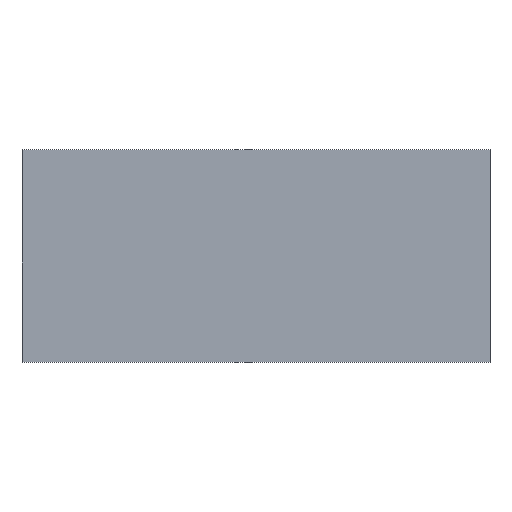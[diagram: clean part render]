
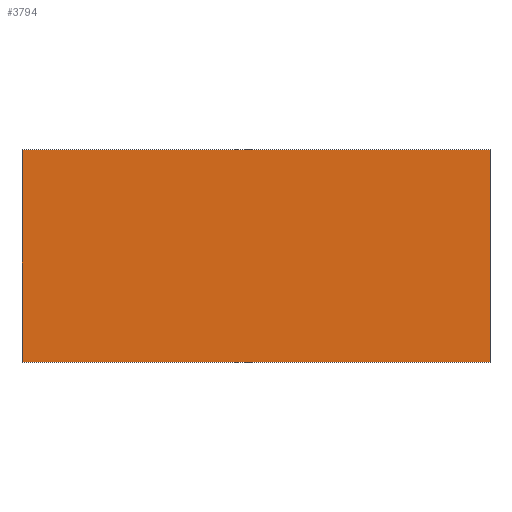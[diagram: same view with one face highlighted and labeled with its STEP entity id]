
A CAD part, top view. The second image highlights one B-rep face of the part: STEP entity #3794.
In plain terms, the highlighted free-form (B-spline) face has degree [1, 1] with [2, 2] control points.
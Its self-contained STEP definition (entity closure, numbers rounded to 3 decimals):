
#3180=CARTESIAN_POINT('V50',(9.9,-4.5,
   0.0));
#3181=VERTEX_POINT('V50',#3180);
#3182=CARTESIAN_POINT('V53',(-9.9,-4.5,
   0.0));
#3183=VERTEX_POINT('V53',#3182);
#3184=CARTESIAN_POINT('E87',(9.9,-4.5,
   0.0));
#3185=CARTESIAN_POINT('E87',(-9.9,-4.5,
   0.0));
#3186=B_SPLINE_CURVE_WITH_KNOTS('E87',1,(#3184,#3185),
   .POLYLINE_FORM.,.F.,.U.,(2,2),(0.0,19.8),
   .UNSPECIFIED.);
#3187=EDGE_CURVE('E87',#3181,#3183,#3186,.T.);
#3716=CARTESIAN_POINT('V54',(-9.9,4.5,
   0.0));
#3717=VERTEX_POINT('V54',#3716);
#3718=CARTESIAN_POINT('E71',(-9.9,-4.5,
   0.0));
#3719=CARTESIAN_POINT('E71',(-9.9,4.5,
   0.0));
#3720=B_SPLINE_CURVE_WITH_KNOTS('E71',1,(#3718,#3719),
   .POLYLINE_FORM.,.F.,.U.,(2,2),(0.0,9.0),.UNSPECIFIED.);
#3721=EDGE_CURVE('E71',#3183,#3717,#3720,.T.);
#3756=CARTESIAN_POINT('V49',(9.9,4.5,0.0)
   );
#3757=VERTEX_POINT('V49',#3756);
#3758=CARTESIAN_POINT('E85',(9.9,4.5,0.0)
   );
#3759=CARTESIAN_POINT('E85',(-9.9,4.5,
   0.0));
#3760=B_SPLINE_CURVE_WITH_KNOTS('E85',1,(#3758,#3759),
   .POLYLINE_FORM.,.F.,.U.,(2,2),(0.0,19.8),
   .UNSPECIFIED.);
#3761=EDGE_CURVE('E85',#3757,#3717,#3760,.T.);
#3779=CARTESIAN_POINT('F33',(-10.89,-4.95,
   0.0));
#3780=CARTESIAN_POINT('F33',(10.89,-4.95,
   0.0));
#3781=CARTESIAN_POINT('F33',(-10.89,4.95,
   0.0));
#3782=CARTESIAN_POINT('F33',(10.89,4.95,
   0.0));
#3783=QUASI_UNIFORM_SURFACE('F33',1,1,((#3779,#3781),(#3780,#3782))
,.PLANE_SURF.,.F.,.F.,.U.);
#3784=ORIENTED_EDGE('E85',*,*,#3761,.T.);
#3785=ORIENTED_EDGE('E71',*,*,#3721,.F.);
#3786=ORIENTED_EDGE('E87',*,*,#3187,.F.);
#3787=CARTESIAN_POINT('E65',(9.9,4.5,0.0)
   );
#3788=CARTESIAN_POINT('E65',(9.9,-4.5,
   0.0));
#3789=B_SPLINE_CURVE_WITH_KNOTS('E65',1,(#3787,#3788),
   .POLYLINE_FORM.,.F.,.U.,(2,2),(0.0,9.0),.UNSPECIFIED.);
#3790=EDGE_CURVE('E65',#3757,#3181,#3789,.T.);
#3791=ORIENTED_EDGE('E65',*,*,#3790,.F.);
#3792=EDGE_LOOP('F33',(#3784,#3785,#3786,#3791));
#3793=FACE_OUTER_BOUND('F33',#3792,.T.);
#3794=ADVANCED_FACE('F33',(#3793),#3783,.T.);
